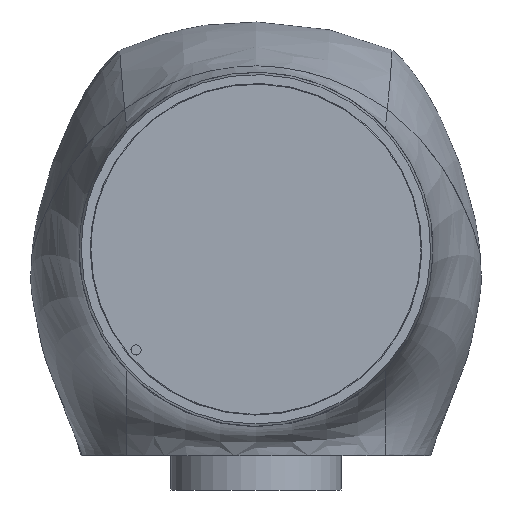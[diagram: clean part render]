
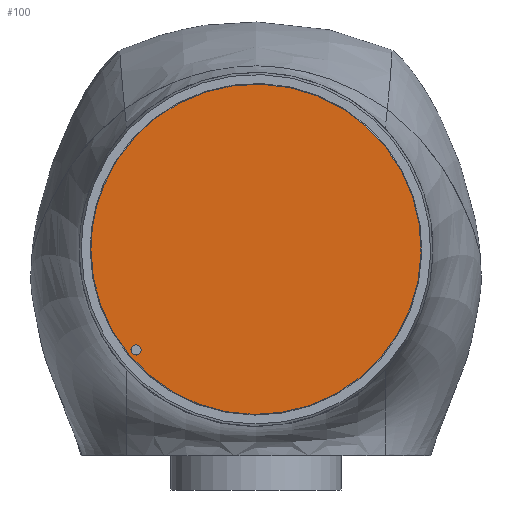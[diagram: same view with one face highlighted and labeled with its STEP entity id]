
A CAD part, left-side view. The second image highlights one B-rep face of the part: STEP entity #100.
In plain terms, the highlighted planar face has unit normal (-1, 0, 0).
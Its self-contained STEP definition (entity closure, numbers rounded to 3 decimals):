
#55=CARTESIAN_POINT('',(309.,-383.258,299.58));
#56=DIRECTION('',(1.,0.,0.));
#57=DIRECTION('',(-0.,0.924,0.383));
#58=AXIS2_PLACEMENT_3D('',#55,#56,#57);
#59=PLANE('',#58);
#60=CARTESIAN_POINT('',(309.,-363.463,311.182));
#61=VERTEX_POINT('',#60);
#62=CARTESIAN_POINT('',(309.,-366.262,310.432));
#63=VERTEX_POINT('',#62);
#64=CARTESIAN_POINT('',(309.,-364.762,310.432));
#65=DIRECTION('',(-1.,-0.,-0.));
#66=DIRECTION('',(0.,-1.,0.));
#67=AXIS2_PLACEMENT_3D('',#64,#65,#66);
#68=CIRCLE('',#67,1.5);
#69=EDGE_CURVE('',#61,#63,#68,.T.);
#70=ORIENTED_EDGE('',*,*,#69,.F.);
#71=CARTESIAN_POINT('',(309.,-364.762,310.432));
#72=DIRECTION('',(-1.,-0.,-0.));
#73=DIRECTION('',(0.,-1.,0.));
#74=AXIS2_PLACEMENT_3D('',#71,#72,#73);
#75=CIRCLE('',#74,1.5);
#76=EDGE_CURVE('',#63,#61,#75,.T.);
#77=ORIENTED_EDGE('',*,*,#76,.F.);
#78=EDGE_LOOP('',(#70,#77));
#79=FACE_BOUND('',#78,.T.);
#80=CARTESIAN_POINT('',(309.,-351.5,340.));
#81=VERTEX_POINT('',#80);
#82=CARTESIAN_POINT('',(309.,-355.192,358.56));
#83=VERTEX_POINT('',#82);
#84=CARTESIAN_POINT('',(309.,-400.,340.));
#85=DIRECTION('',(-1.,-0.,-0.));
#86=DIRECTION('',(-0.,1.,-0.));
#87=AXIS2_PLACEMENT_3D('',#84,#85,#86);
#88=CIRCLE('',#87,48.5);
#89=EDGE_CURVE('',#81,#83,#88,.T.);
#90=ORIENTED_EDGE('',*,*,#89,.T.);
#91=CARTESIAN_POINT('',(309.,-400.,340.));
#92=DIRECTION('',(-1.,-0.,-0.));
#93=DIRECTION('',(-0.,1.,-0.));
#94=AXIS2_PLACEMENT_3D('',#91,#92,#93);
#95=CIRCLE('',#94,48.5);
#96=EDGE_CURVE('',#83,#81,#95,.T.);
#97=ORIENTED_EDGE('',*,*,#96,.T.);
#98=EDGE_LOOP('',(#90,#97));
#99=FACE_BOUND('',#98,.T.);
#100=ADVANCED_FACE('',(#79,#99),#59,.F.);
